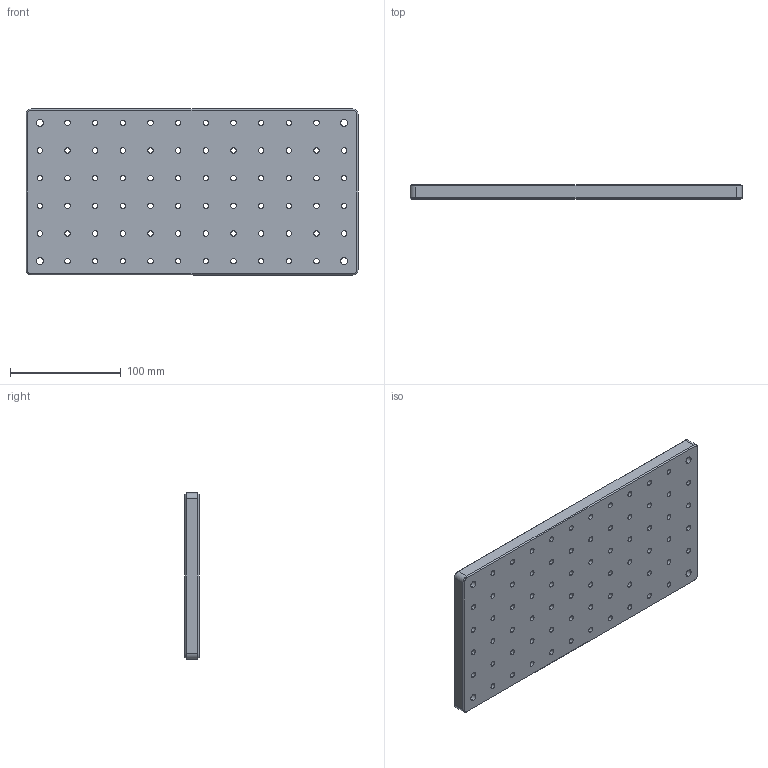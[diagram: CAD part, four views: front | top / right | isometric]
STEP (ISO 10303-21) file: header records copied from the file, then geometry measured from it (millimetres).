
FILE_DESCRIPTION (( 'STEP AP203' ), '1' );
FILE_NAME ('GCM-3021M 俋倛芞.STEP', '2017-08-04T05:59:25', ( 'Lxtx999.CoM' ), ( 'Lxtx999.CoM' ), 'SwSTEP 2.0', 'SolidWorks 2012', '' );
FILE_SCHEMA (( 'CONFIG_CONTROL_DESIGN' ));
Length unit declared in the file: millimetre
Products named in the file (1): GCM-3021M 俋倛芞
Bounding box: 300 x 12.7 x 150 mm (x, y, z)
Volume: 549989.1 mm3; surface area: 112281.7 mm2
Topology: 1 solids, 1 shells, 182 faces, 512 edges, 336 vertices
Faces by surface type: cylinder 156, plane 18, cone 8
Entity records: 6413 total; most frequent: DIRECTION 1198, CARTESIAN_POINT 1031, ORIENTED_EDGE 1024, EDGE_CURVE 512, AXIS2_PLACEMENT_3D 503, VERTEX_POINT 336, EDGE_LOOP 330, CIRCLE 320
